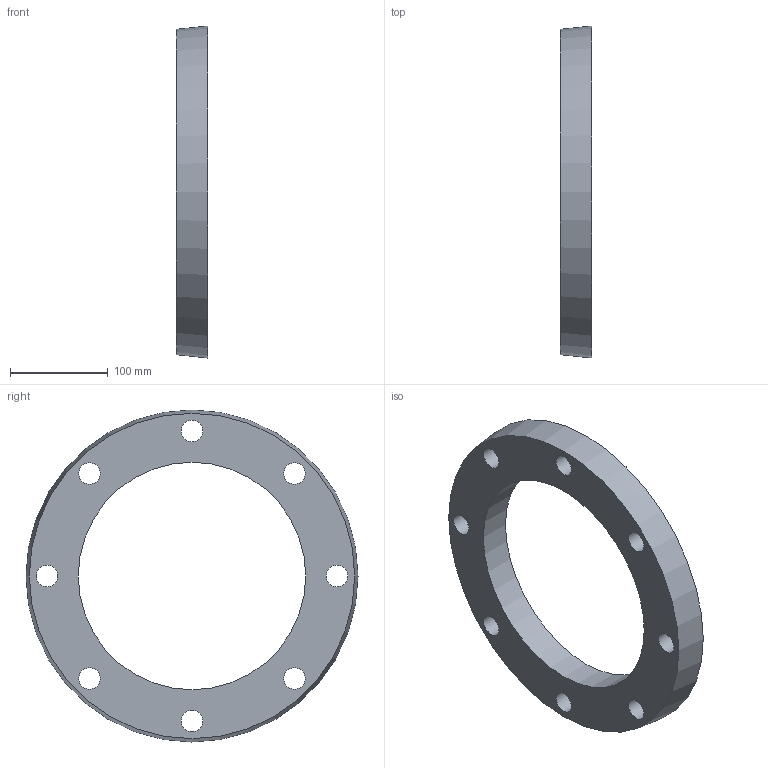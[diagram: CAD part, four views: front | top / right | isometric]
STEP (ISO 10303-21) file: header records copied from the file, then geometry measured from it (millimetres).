
FILE_DESCRIPTION(/* description */ ('PLASSON BACKING FLANGE PVC 200'),/* implementation_level */ '2;1');
FILE_NAME(/* name */ '059000200.ipt.stp',/* time_stamp */ '2017-12-07T16:06:38+02:00',/* author */ ('KIM'),/* organization */ (''),/* preprocessor_version */ 'ST-DEVELOPER v15.6',/* originating_system */ 'Autodesk Inventor 2015',/* authorisation */ '');
FILE_SCHEMA (('AUTOMOTIVE_DESIGN { 1 0 10303 214 3 1 1 }'));
Length unit declared in the file: millimetre
Products named in the file (1): 059000200
Bounding box: 32 x 340 x 340 mm (x, y, z)
Volume: 1385880 mm3; surface area: 161776 mm2
Topology: 1 solids, 1 shells, 12 faces, 30 edges, 20 vertices
Faces by surface type: cylinder 9, plane 2, cone 1
Full cylindrical faces by diameter (mm): 22 x8, 233 x1
Entity records: 384 total; most frequent: DIRECTION 66, CARTESIAN_POINT 53, EDGE_LOOP 40, ORIENTED_EDGE 40, AXIS2_PLACEMENT_3D 33, FACE_BOUND 28, CIRCLE 20, VERTEX_POINT 20
